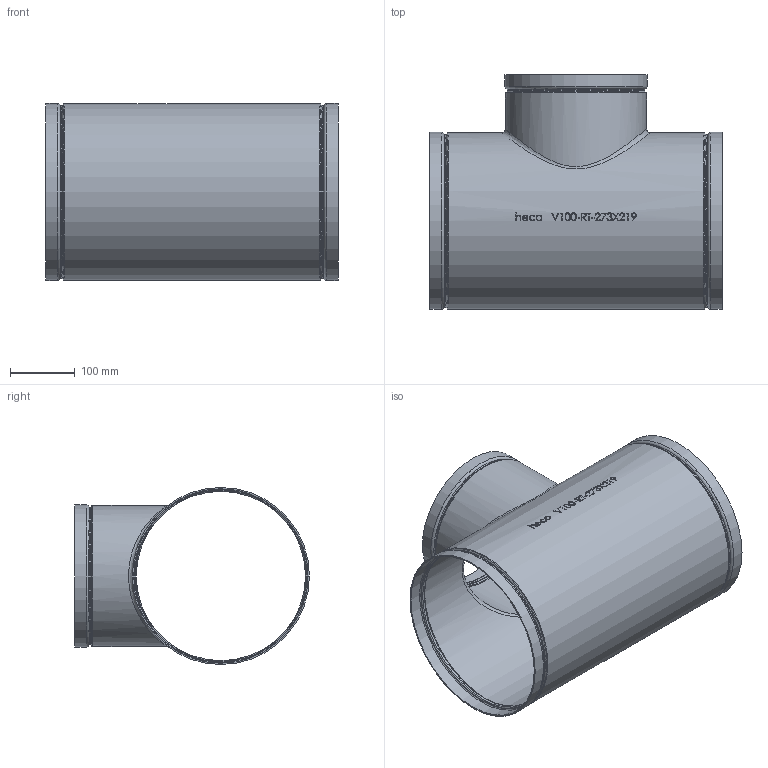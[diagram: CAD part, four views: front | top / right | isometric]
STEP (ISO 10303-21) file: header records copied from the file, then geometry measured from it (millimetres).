
FILE_DESCRIPTION (( 'STEP AP214' ), '1' );
FILE_NAME ('V100-RT-273X219-x Typ E493 DN250x200 1000x800 Ø273,0x219,1 1812.STEP', '2018-12-17T10:50:18', ( '' ), ( '' ), 'SwSTEP 2.0', 'SolidWorks 2016', '' );
FILE_SCHEMA (( 'AUTOMOTIVE_DESIGN' ));
Length unit declared in the file: inch
Products named in the file (1): V100-RT-273X219-x Typ E493 DN250x200 1000x800 Ø273,0x219,1 1812
Bounding box: 451.1 x 362.08 x 273.05 mm (x, y, z)
Volume: 866827.8 mm3; surface area: 860911.1 mm2
Topology: 1 solids, 1 shells, 267 faces, 679 edges, 443 vertices
Faces by surface type: plane 101, bspline 95, cylinder 41, torus 24, cone 6
Full cylindrical faces by diameter (mm): 207.137 x1, 211.201 x1, 213.487 x1, 215.011 x1, 217.551 x1, 219.075 x1, 261.112 x2, 265.176 x2, 267.868 x1, 268.986 x2, 271.932 x1, 273.05 x2
Entity records: 17708 total; most frequent: CARTESIAN_POINT 9483, ORIENTED_EDGE 1238, DIRECTION 814, EDGE_CURVE 619, VERTEX_POINT 431, EDGE_LOOP 348, FACE_OUTER_BOUND 309, AXIS2_PLACEMENT_3D 272
